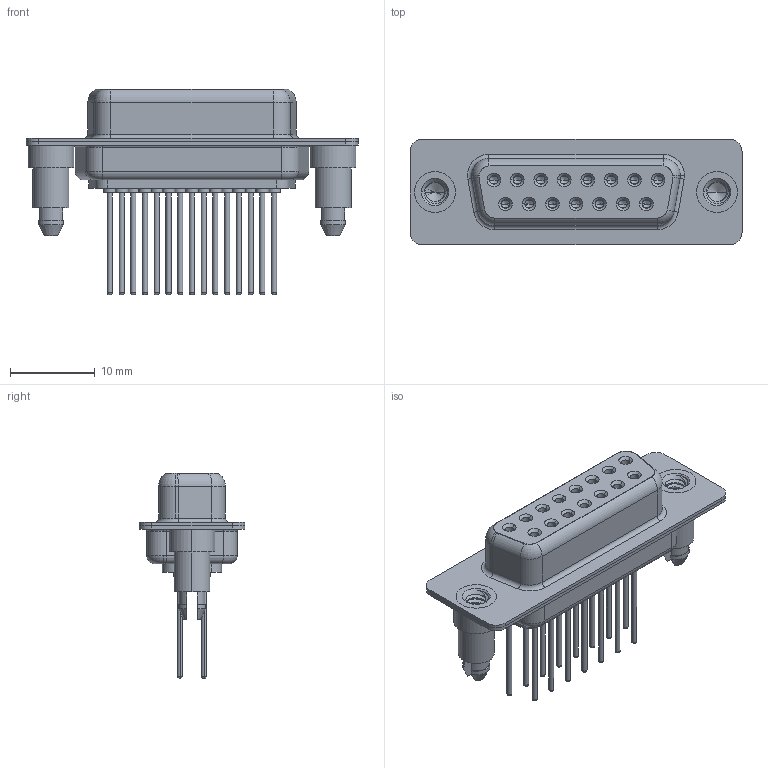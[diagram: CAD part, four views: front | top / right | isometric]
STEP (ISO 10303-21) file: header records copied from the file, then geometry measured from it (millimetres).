
FILE_DESCRIPTION (( 'STEP AP203' ), '1' );
FILE_NAME ('628-M15-323-LT5.STEP', '2020-07-16T23:13:37', ( '' ), ( '' ), 'SwSTEP 2.0', 'SolidWorks 2020', '' );
FILE_SCHEMA (( 'CONFIG_CONTROL_DESIGN' ));
Length unit declared in the file: millimetre
Products named in the file (7): 628M Shell Rear_15 Contacts; 628-M15-323-LT5; 628M Contact Row 2_23; 628M Contact Row 1_23; 628M Shell Front_15 Contacts; 628M 4-40 Threaded Boardlock; 628M Housing_15 Contacts
Assembly tree (20 placements, depth 2):
  628-M15-323-LT5
    628M Housing_15 Contacts
    628M Shell Front_15 Contacts
    628M Shell Rear_15 Contacts
    628M Contact Row 1_23  x8
    628M Contact Row 2_23  x7
    628M 4-40 Threaded Boardlock  x2
Bounding box: 39.2 x 12.5 x 24.27 mm (x, y, z)
Volume: 2633.6 mm3; surface area: 6721.1 mm2
Topology: 20 solids, 20 shells, 1154 faces, 2707 edges, 1668 vertices
Faces by surface type: cylinder 454, plane 308, torus 267, cone 119, bspline 6
Entity records: 18750 total; most frequent: CARTESIAN_POINT 4602, DIRECTION 2981, ORIENTED_EDGE 2560, EDGE_CURVE 1280, AXIS2_PLACEMENT_3D 1249, VERTEX_POINT 806, CIRCLE 679, EDGE_LOOP 656
